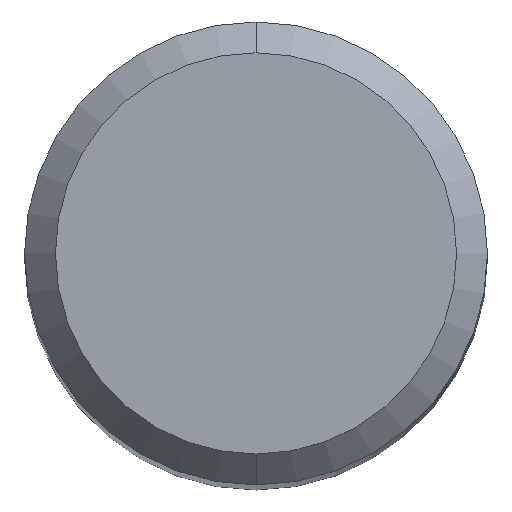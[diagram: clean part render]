
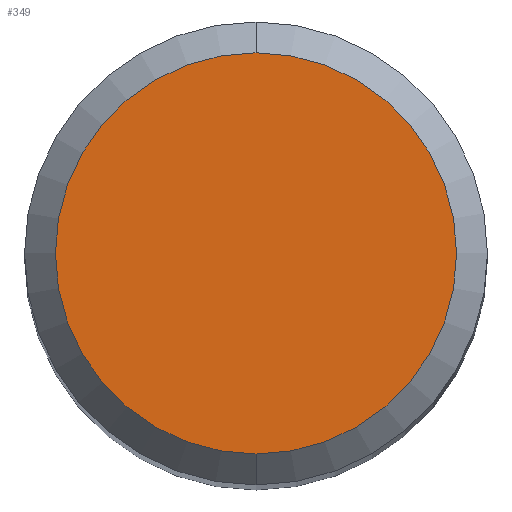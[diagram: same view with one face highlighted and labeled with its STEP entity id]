
A CAD part, top view. The second image highlights one B-rep face of the part: STEP entity #349.
In plain terms, the highlighted planar face has unit normal (0, 0, 1).
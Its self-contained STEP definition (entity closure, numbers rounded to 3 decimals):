
#299=VERTEX_POINT('',#611);
#339=VERTEX_POINT('',#655);
#341=EDGE_CURVE('',#299,#339,#657,.T.);
#349=ADVANCED_FACE('',(#666),#667,.T.);
#411=EDGE_CURVE('',#339,#299,#735,.T.);
#611=CARTESIAN_POINT('',(0.0,2.6,0.0));
#655=CARTESIAN_POINT('',(0.,-2.6,0.0));
#657=CIRCLE('',#1203,2.6);
#666=FACE_OUTER_BOUND('',#1215,.T.);
#667=PLANE('',#1216);
#735=CIRCLE('',#1336,2.6);
#1203=AXIS2_PLACEMENT_3D('',#1623,#1624,#1625);
#1215=EDGE_LOOP('',(#1637,#1638));
#1216=AXIS2_PLACEMENT_3D('',#1639,#1640,#1641);
#1336=AXIS2_PLACEMENT_3D('',#1715,#1716,#1717);
#1623=CARTESIAN_POINT('',(0.0,0.0,0.0));
#1624=DIRECTION('',(0.0,0.0,-1.0));
#1625=DIRECTION('',(0.0,1.0,0.0));
#1637=ORIENTED_EDGE('',*,*,#341,.F.);
#1638=ORIENTED_EDGE('',*,*,#411,.F.);
#1639=CARTESIAN_POINT('',(0.0,1.3,0.0));
#1640=DIRECTION('',(-0.0,0.0,1.0));
#1641=DIRECTION('',(0.0,-1.0,0.0));
#1715=CARTESIAN_POINT('',(0.0,0.0,0.0));
#1716=DIRECTION('',(0.0,0.0,-1.0));
#1717=DIRECTION('',(0.0,1.0,0.0));
